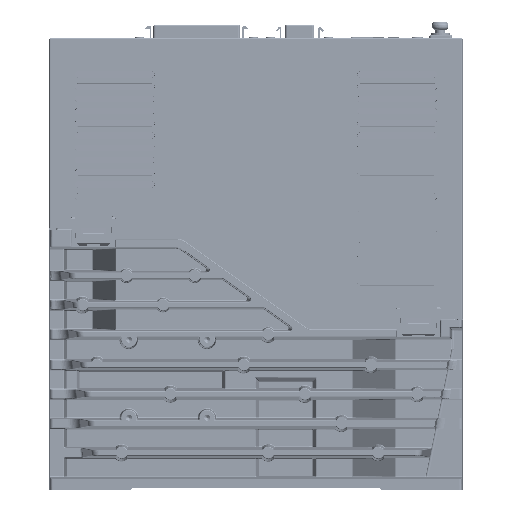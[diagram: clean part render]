
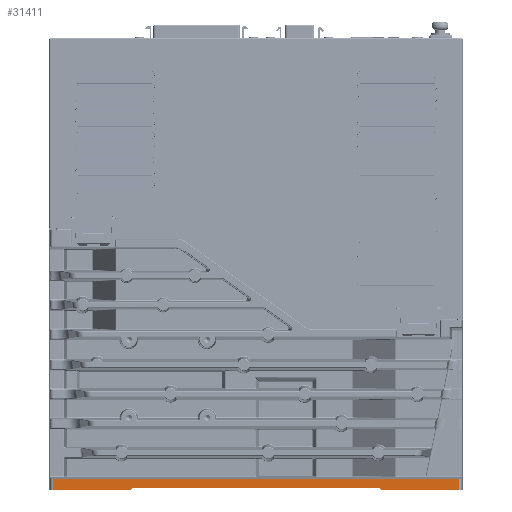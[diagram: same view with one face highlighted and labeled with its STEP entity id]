
A CAD part, left-side view. The second image highlights one B-rep face of the part: STEP entity #31411.
In plain terms, the highlighted planar face has unit normal (-1, 0, 0).
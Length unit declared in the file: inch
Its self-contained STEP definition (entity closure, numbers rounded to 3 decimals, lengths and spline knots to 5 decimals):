
#19 = LINE ( 'NONE', #40192, #187757 ) ;
#1446 = ORIENTED_EDGE ( 'NONE', *, *, #177540, .F. ) ;
#1791 = LINE ( 'NONE', #58824, #194933 ) ;
#3634 = AXIS2_PLACEMENT_3D ( 'NONE', #144865, #159919, #11636 ) ;
#3711 = VERTEX_POINT ( 'NONE', #15263 ) ;
#11636 = DIRECTION ( 'NONE',  ( 0., 0., 1. ) ) ;
#12151 = ORIENTED_EDGE ( 'NONE', *, *, #52077, .T. ) ;
#13126 = CARTESIAN_POINT ( 'NONE',  ( -1.37795, -3.27417, -3.47027 ) ) ;
#15263 = CARTESIAN_POINT ( 'NONE',  ( -1.37795, -2.0241, -3.63827 ) ) ;
#16665 = EDGE_CURVE ( 'NONE', #3711, #53648, #19, .T. ) ;
#19179 = VECTOR ( 'NONE', #158977, 39.37008 ) ;
#19931 = DIRECTION ( 'NONE',  ( -1., 0., 0. ) ) ;
#21595 = EDGE_CURVE ( 'NONE', #137346, #81681, #150983, .T. ) ;
#22050 = ORIENTED_EDGE ( 'NONE', *, *, #86798, .F. ) ;
#25100 = CARTESIAN_POINT ( 'NONE',  ( -1.37795, 2.03245, -3.62992 ) ) ;
#25855 = ORIENTED_EDGE ( 'NONE', *, *, #89432, .F. ) ;
#28842 = CARTESIAN_POINT ( 'NONE',  ( -1.37795, 3.32677, -3.64173 ) ) ;
#29603 = DIRECTION ( 'NONE',  ( 0., 0., -1. ) ) ;
#30608 = CIRCLE ( 'NONE', #75332, 0.01181 ) ;
#30630 = LINE ( 'NONE', #214263, #65562 ) ;
#31411 = ADVANCED_FACE ( 'NONE', ( #122381 ), #78437, .F. ) ;
#32217 = DIRECTION ( 'NONE',  ( 1., 0., 0. ) ) ;
#33933 = CARTESIAN_POINT ( 'NONE',  ( -1.37795, 2.0241, -3.63827 ) ) ;
#35433 = VERTEX_POINT ( 'NONE', #44408 ) ;
#37773 = CIRCLE ( 'NONE', #179630, 0.03937 ) ;
#39257 = ORIENTED_EDGE ( 'NONE', *, *, #155891, .F. ) ;
#40192 = CARTESIAN_POINT ( 'NONE',  ( -1.37795, -2.0241, -3.63827 ) ) ;
#40697 = LINE ( 'NONE', #141689, #19179 ) ;
#41442 = ORIENTED_EDGE ( 'NONE', *, *, #215619, .F. ) ;
#42048 = VERTEX_POINT ( 'NONE', #33933 ) ;
#44408 = CARTESIAN_POINT ( 'NONE',  ( -1.37795, -1.97188, -3.60236 ) ) ;
#52077 = EDGE_CURVE ( 'NONE', #127526, #211732, #176187, .T. ) ;
#52621 = ORIENTED_EDGE ( 'NONE', *, *, #16665, .F. ) ;
#53254 = CARTESIAN_POINT ( 'NONE',  ( -1.37795, 3.27297, -3.64173 ) ) ;
#53648 = VERTEX_POINT ( 'NONE', #142627 ) ;
#54382 = EDGE_CURVE ( 'NONE', #35433, #136584, #30630, .T. ) ;
#58824 = CARTESIAN_POINT ( 'NONE',  ( -1.37795, -3.27417, -0.88583 ) ) ;
#62699 = DIRECTION ( 'NONE',  ( 1., 0., 0. ) ) ;
#64915 = DIRECTION ( 'NONE',  ( 0., -1., 0. ) ) ;
#65562 = VECTOR ( 'NONE', #111537, 39.37008 ) ;
#68282 = EDGE_CURVE ( 'NONE', #42048, #81681, #30608, .T. ) ;
#70103 = VECTOR ( 'NONE', #122761, 39.37008 ) ;
#71682 = DIRECTION ( 'NONE',  ( 0., 0., -1. ) ) ;
#72423 = CARTESIAN_POINT ( 'NONE',  ( -1.37795, 1.97188, -3.64173 ) ) ;
#75332 = AXIS2_PLACEMENT_3D ( 'NONE', #25100, #126277, #212520 ) ;
#78437 = PLANE ( 'NONE',  #113642 ) ;
#79671 = VERTEX_POINT ( 'NONE', #13126 ) ;
#80576 = CARTESIAN_POINT ( 'NONE',  ( -1.37795, 1.99972, -3.61389 ) ) ;
#81681 = VERTEX_POINT ( 'NONE', #97024 ) ;
#86217 = LINE ( 'NONE', #208206, #70103 ) ;
#86798 = EDGE_CURVE ( 'NONE', #113449, #42048, #104554, .T. ) ;
#89432 = EDGE_CURVE ( 'NONE', #79671, #211732, #1791, .T. ) ;
#96852 = ORIENTED_EDGE ( 'NONE', *, *, #221001, .F. ) ;
#97024 = CARTESIAN_POINT ( 'NONE',  ( -1.37795, 2.03245, -3.64173 ) ) ;
#99207 = VECTOR ( 'NONE', #114274, 39.37008 ) ;
#104554 = LINE ( 'NONE', #80576, #99207 ) ;
#111537 = DIRECTION ( 'NONE',  ( 0., 1., 0. ) ) ;
#113449 = VERTEX_POINT ( 'NONE', #209505 ) ;
#113642 = AXIS2_PLACEMENT_3D ( 'NONE', #28842, #62699, #29603 ) ;
#114274 = DIRECTION ( 'NONE',  ( 0., 0.707, -0.707 ) ) ;
#117669 = CARTESIAN_POINT ( 'NONE',  ( -1.37795, -2.03245, -3.62992 ) ) ;
#122381 = FACE_OUTER_BOUND ( 'NONE', #195076, .T. ) ;
#122761 = DIRECTION ( 'NONE',  ( 0., -1., 0. ) ) ;
#126277 = DIRECTION ( 'NONE',  ( 1., 0., 0. ) ) ;
#126860 = CARTESIAN_POINT ( 'NONE',  ( -1.37795, 3.32677, -3.64173 ) ) ;
#127526 = VERTEX_POINT ( 'NONE', #169945 ) ;
#132296 = VECTOR ( 'NONE', #64915, 39.37008 ) ;
#136584 = VERTEX_POINT ( 'NONE', #141236 ) ;
#137346 = VERTEX_POINT ( 'NONE', #53254 ) ;
#139891 = CIRCLE ( 'NONE', #3634, 0.03937 ) ;
#141236 = CARTESIAN_POINT ( 'NONE',  ( -1.37795, 1.97188, -3.60236 ) ) ;
#141689 = CARTESIAN_POINT ( 'NONE',  ( -1.37795, 3.27297, -3.64173 ) ) ;
#142627 = CARTESIAN_POINT ( 'NONE',  ( -1.37795, -1.99972, -3.61389 ) ) ;
#143514 = ORIENTED_EDGE ( 'NONE', *, *, #68282, .F. ) ;
#144865 = CARTESIAN_POINT ( 'NONE',  ( -1.37795, -1.97188, -3.64173 ) ) ;
#146265 = CIRCLE ( 'NONE', #203636, 0.01181 ) ;
#150983 = LINE ( 'NONE', #183295, #132296 ) ;
#155891 = EDGE_CURVE ( 'NONE', #127526, #3711, #146265, .T. ) ;
#158977 = DIRECTION ( 'NONE',  ( 0., 0., 1. ) ) ;
#159919 = DIRECTION ( 'NONE',  ( -1., 0., 0. ) ) ;
#162172 = DIRECTION ( 'NONE',  ( 0., 0., -1. ) ) ;
#168212 = VECTOR ( 'NONE', #191127, 39.37008 ) ;
#168696 = EDGE_CURVE ( 'NONE', #136584, #113449, #37773, .T. ) ;
#169945 = CARTESIAN_POINT ( 'NONE',  ( -1.37795, -2.03245, -3.64173 ) ) ;
#170787 = DIRECTION ( 'NONE',  ( 0., 0., -1. ) ) ;
#176187 = LINE ( 'NONE', #126860, #168212 ) ;
#177367 = CARTESIAN_POINT ( 'NONE',  ( -1.37795, -3.27417, -3.64173 ) ) ;
#177540 = EDGE_CURVE ( 'NONE', #137346, #185436, #40697, .T. ) ;
#178779 = ORIENTED_EDGE ( 'NONE', *, *, #168696, .F. ) ;
#179630 = AXIS2_PLACEMENT_3D ( 'NONE', #72423, #19931, #71682 ) ;
#182886 = ORIENTED_EDGE ( 'NONE', *, *, #54382, .F. ) ;
#183295 = CARTESIAN_POINT ( 'NONE',  ( -1.37795, 3.32677, -3.64173 ) ) ;
#185436 = VERTEX_POINT ( 'NONE', #187562 ) ;
#187562 = CARTESIAN_POINT ( 'NONE',  ( -1.37795, 3.27297, -3.47027 ) ) ;
#187757 = VECTOR ( 'NONE', #192344, 39.37008 ) ;
#191127 = DIRECTION ( 'NONE',  ( 0., -1., 0. ) ) ;
#192344 = DIRECTION ( 'NONE',  ( 0., 0.707, 0.707 ) ) ;
#194933 = VECTOR ( 'NONE', #162172, 39.37008 ) ;
#195076 = EDGE_LOOP ( 'NONE', ( #96852, #1446, #211720, #143514, #22050, #178779, #182886, #41442, #52621, #39257, #12151, #25855 ) ) ;
#203636 = AXIS2_PLACEMENT_3D ( 'NONE', #117669, #32217, #170787 ) ;
#208206 = CARTESIAN_POINT ( 'NONE',  ( -1.37795, 3.05118, -3.47027 ) ) ;
#209505 = CARTESIAN_POINT ( 'NONE',  ( -1.37795, 1.99972, -3.61389 ) ) ;
#211720 = ORIENTED_EDGE ( 'NONE', *, *, #21595, .T. ) ;
#211732 = VERTEX_POINT ( 'NONE', #177367 ) ;
#212520 = DIRECTION ( 'NONE',  ( 0., 0., 1. ) ) ;
#214263 = CARTESIAN_POINT ( 'NONE',  ( -1.37795, 3.32677, -3.60236 ) ) ;
#215619 = EDGE_CURVE ( 'NONE', #53648, #35433, #139891, .T. ) ;
#221001 = EDGE_CURVE ( 'NONE', #185436, #79671, #86217, .T. ) ;
